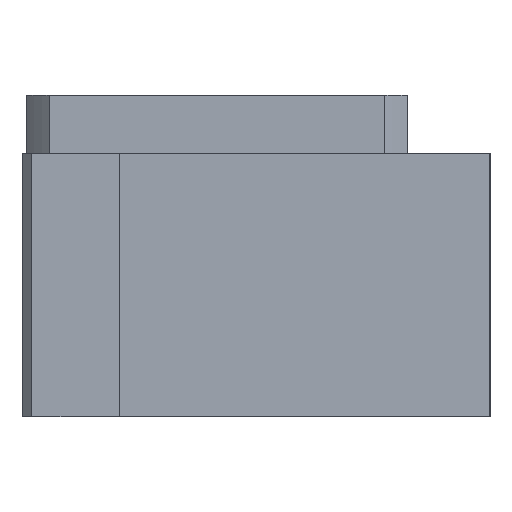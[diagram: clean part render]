
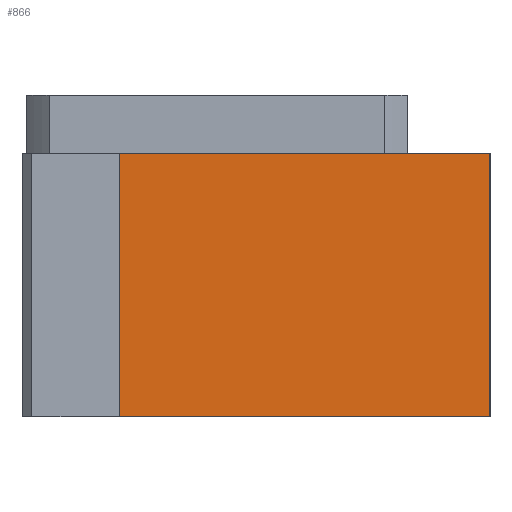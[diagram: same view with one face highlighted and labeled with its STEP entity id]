
A CAD part, left-side view. The second image highlights one B-rep face of the part: STEP entity #866.
In plain terms, the highlighted planar face has unit normal (-1, 0, 0).
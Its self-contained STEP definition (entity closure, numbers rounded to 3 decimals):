
#129 = AXIS2_PLACEMENT_3D ( 'NONE', #9842, #8645, #7477 ) ;
#279 = LINE ( 'NONE', #10650, #3199 ) ;
#579 = CARTESIAN_POINT ( 'NONE',  ( -35., 10., -27. ) ) ;
#641 = CARTESIAN_POINT ( 'NONE',  ( -35., 10., -27. ) ) ;
#858 = VERTEX_POINT ( 'NONE', #641 ) ;
#866 = ADVANCED_FACE ( 'NONE', ( #7033 ), #1852, .T. ) ;
#916 = VERTEX_POINT ( 'NONE', #6016 ) ;
#1789 = LINE ( 'NONE', #579, #10467 ) ;
#1852 = PLANE ( 'NONE',  #129 ) ;
#2063 = ORIENTED_EDGE ( 'NONE', *, *, #3373, .F. ) ;
#2078 = DIRECTION ( 'NONE',  ( 0., -1., 0. ) ) ;
#2313 = DIRECTION ( 'NONE',  ( 0., 0., 1. ) ) ;
#2644 = ORIENTED_EDGE ( 'NONE', *, *, #7906, .T. ) ;
#2863 = EDGE_LOOP ( 'NONE', ( #10070, #2063, #8243, #2644 ) ) ;
#3199 = VECTOR ( 'NONE', #9470, 1000. ) ;
#3263 = CARTESIAN_POINT ( 'NONE',  ( -35., 10., 0. ) ) ;
#3373 = EDGE_CURVE ( 'NONE', #858, #9771, #1789, .T. ) ;
#3386 = CARTESIAN_POINT ( 'NONE',  ( -35., 10., 0. ) ) ;
#3502 = CARTESIAN_POINT ( 'NONE',  ( -35., -28., -27. ) ) ;
#3657 = EDGE_CURVE ( 'NONE', #858, #7431, #279, .T. ) ;
#4418 = EDGE_CURVE ( 'NONE', #9771, #916, #4449, .T. ) ;
#4449 = LINE ( 'NONE', #3263, #8252 ) ;
#4694 = LINE ( 'NONE', #3502, #11350 ) ;
#6016 = CARTESIAN_POINT ( 'NONE',  ( -35., -28., 0. ) ) ;
#7033 = FACE_OUTER_BOUND ( 'NONE', #2863, .T. ) ;
#7431 = VERTEX_POINT ( 'NONE', #10561 ) ;
#7477 = DIRECTION ( 'NONE',  ( 0., 0., 1. ) ) ;
#7906 = EDGE_CURVE ( 'NONE', #7431, #916, #4694, .T. ) ;
#8243 = ORIENTED_EDGE ( 'NONE', *, *, #3657, .T. ) ;
#8252 = VECTOR ( 'NONE', #2078, 1000. ) ;
#8645 = DIRECTION ( 'NONE',  ( -1., 0., 0. ) ) ;
#9470 = DIRECTION ( 'NONE',  ( 0., -1., 0. ) ) ;
#9771 = VERTEX_POINT ( 'NONE', #3386 ) ;
#9842 = CARTESIAN_POINT ( 'NONE',  ( -35., 10., -27. ) ) ;
#10070 = ORIENTED_EDGE ( 'NONE', *, *, #4418, .F. ) ;
#10467 = VECTOR ( 'NONE', #10951, 1000. ) ;
#10561 = CARTESIAN_POINT ( 'NONE',  ( -35., -28., -27. ) ) ;
#10650 = CARTESIAN_POINT ( 'NONE',  ( -35., 10., -27. ) ) ;
#10951 = DIRECTION ( 'NONE',  ( 0., 0., 1. ) ) ;
#11350 = VECTOR ( 'NONE', #2313, 1000. ) ;
